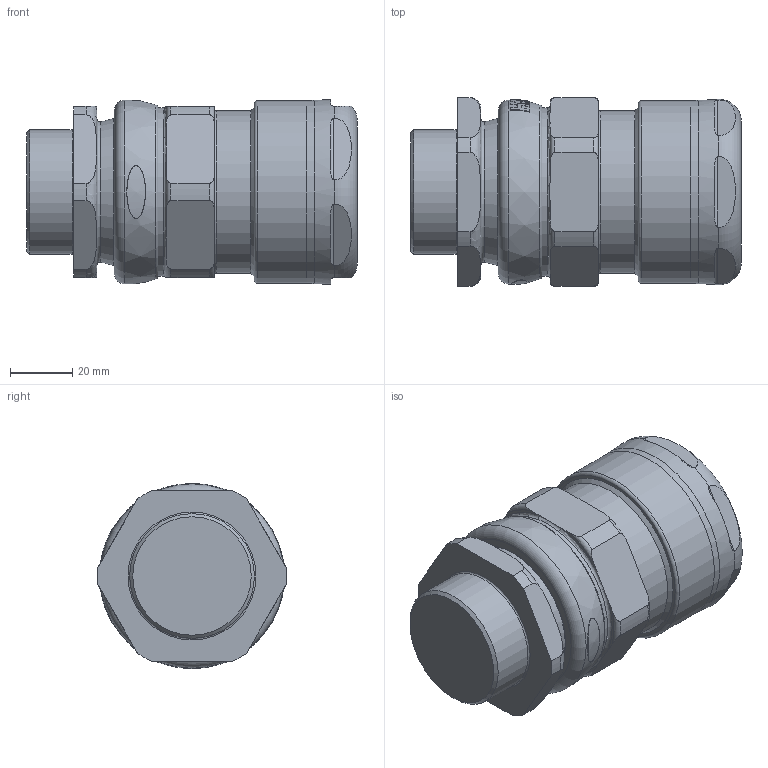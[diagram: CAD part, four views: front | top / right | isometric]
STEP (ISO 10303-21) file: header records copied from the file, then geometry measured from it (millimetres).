
FILE_DESCRIPTION(/* description */ (''),/* implementation_level */ '2;1');
FILE_NAME(/* name */ '710_X C2.stp',/* time_stamp */ '2019-08-02T23:10:23+06:00',/* author */ ('vinaykumark'),/* organization */ (''),/* preprocessor_version */ 'ST-DEVELOPER v16.13',/* originating_system */ 'Autodesk Inventor 2018',/* authorisation */ '');
FILE_SCHEMA (('AUTOMOTIVE_DESIGN { 1 0 10303 214 3 1 1 }'));
Length unit declared in the file: centimetre
Products named in the file (1): 710_X A
Bounding box: 105.97 x 60.59 x 59.35 mm (x, y, z)
Surface area: 78478.4 mm2
Topology: 9 solids, 9 shells, 820 faces, 2181 edges, 1436 vertices
Faces by surface type: plane 293, bspline 179, torus 157, cylinder 119, cone 72
Full cylindrical faces by diameter (mm): 32.3 x1, 32.5 x1, 36 x1, 37.5 x1, 39.9 x1, 40 x1, 41.9 x1, 42 x1, 45.7 x1, 45.8 x1, 46.722 x1, 46.8 x1, 47.6 x1, 47.722 x1, 50.8 x1, 52.2 x2, 53 x1, 53.95 x1, 54.644 x1, 58.6 x1
Entity records: 30701 total; most frequent: CARTESIAN_POINT 10779, ORIENTED_EDGE 4186, DIRECTION 3585, EDGE_CURVE 2093, AXIS2_PLACEMENT_3D 1444, VERTEX_POINT 1426, EDGE_LOOP 959, STYLED_ITEM 829
